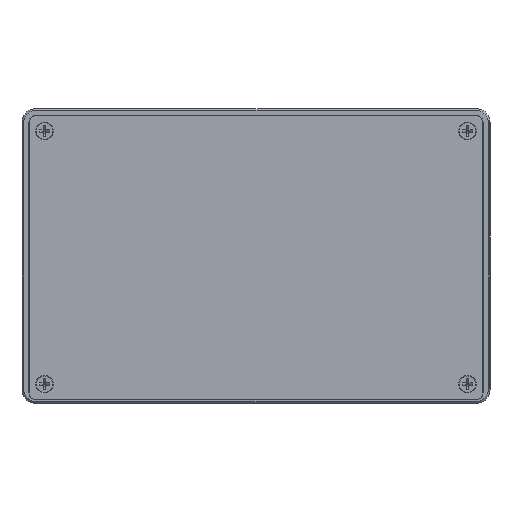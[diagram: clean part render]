
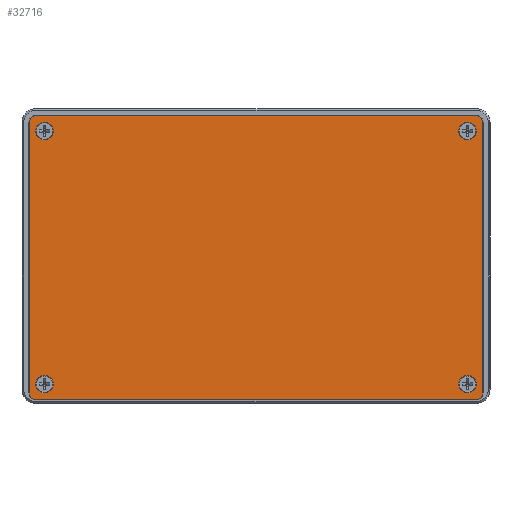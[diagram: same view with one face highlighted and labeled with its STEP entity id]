
A CAD part, top view. The second image highlights one B-rep face of the part: STEP entity #32716.
In plain terms, the highlighted planar face has unit normal (0, 0, 1).
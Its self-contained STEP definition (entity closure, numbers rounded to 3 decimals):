
#32345=CARTESIAN_POINT('',(-63.5,-39.5,1.));
#32346=DIRECTION('',(0.,0.,1.));
#32347=DIRECTION('',(-1.,0.,0.));
#32348=AXIS2_PLACEMENT_3D('',#32345,#32346,#32347);
#32350=DIRECTION('',(0.,-1.,0.));
#32351=VECTOR('',#32350,78.);
#32352=CARTESIAN_POINT('',(-65.45,38.5,1.));
#32353=LINE('',#32352,#32351);
#32354=CARTESIAN_POINT('',(-63.5,38.5,1.));
#32355=DIRECTION('',(0.,0.,1.));
#32356=DIRECTION('',(0.,1.,0.));
#32357=AXIS2_PLACEMENT_3D('',#32354,#32355,#32356);
#32359=DIRECTION('',(-1.,0.,0.));
#32360=VECTOR('',#32359,127.);
#32361=CARTESIAN_POINT('',(63.5,40.45,1.));
#32362=LINE('',#32361,#32360);
#32363=CARTESIAN_POINT('',(63.5,38.5,1.));
#32364=DIRECTION('',(0.,0.,1.));
#32365=DIRECTION('',(1.,0.,0.));
#32366=AXIS2_PLACEMENT_3D('',#32363,#32364,#32365);
#32368=DIRECTION('',(0.,1.,0.));
#32369=VECTOR('',#32368,78.);
#32370=CARTESIAN_POINT('',(65.45,-39.5,1.));
#32371=LINE('',#32370,#32369);
#32372=CARTESIAN_POINT('',(63.5,-39.5,1.));
#32373=DIRECTION('',(0.,0.,1.));
#32374=DIRECTION('',(0.,-1.,0.));
#32375=AXIS2_PLACEMENT_3D('',#32372,#32373,#32374);
#32377=DIRECTION('',(1.,0.,0.));
#32378=VECTOR('',#32377,127.);
#32379=CARTESIAN_POINT('',(-63.5,-41.45,1.));
#32380=LINE('',#32379,#32378);
#32381=CARTESIAN_POINT('',(-61.,36.,1.));
#32382=DIRECTION('',(0.,0.,-1.));
#32383=DIRECTION('',(-1.,0.,0.));
#32384=AXIS2_PLACEMENT_3D('',#32381,#32382,#32383);
#32386=CARTESIAN_POINT('',(-61.,36.,1.));
#32387=DIRECTION('',(0.,0.,-1.));
#32388=DIRECTION('',(1.,0.,0.));
#32389=AXIS2_PLACEMENT_3D('',#32386,#32387,#32388);
#32391=CARTESIAN_POINT('',(-61.,-37.,1.));
#32392=DIRECTION('',(0.,0.,-1.));
#32393=DIRECTION('',(1.,0.,0.));
#32394=AXIS2_PLACEMENT_3D('',#32391,#32392,#32393);
#32396=CARTESIAN_POINT('',(-61.,-37.,1.));
#32397=DIRECTION('',(0.,0.,-1.));
#32398=DIRECTION('',(-1.,0.,0.));
#32399=AXIS2_PLACEMENT_3D('',#32396,#32397,#32398);
#32401=CARTESIAN_POINT('',(61.,-37.,1.));
#32402=DIRECTION('',(0.,0.,-1.));
#32403=DIRECTION('',(-1.,0.,0.));
#32404=AXIS2_PLACEMENT_3D('',#32401,#32402,#32403);
#32406=CARTESIAN_POINT('',(61.,-37.,1.));
#32407=DIRECTION('',(0.,0.,-1.));
#32408=DIRECTION('',(1.,0.,0.));
#32409=AXIS2_PLACEMENT_3D('',#32406,#32407,#32408);
#32411=CARTESIAN_POINT('',(61.,36.,1.));
#32412=DIRECTION('',(0.,0.,-1.));
#32413=DIRECTION('',(-1.,0.,0.));
#32414=AXIS2_PLACEMENT_3D('',#32411,#32412,#32413);
#32416=CARTESIAN_POINT('',(61.,36.,1.));
#32417=DIRECTION('',(0.,0.,-1.));
#32418=DIRECTION('',(1.,0.,0.));
#32419=AXIS2_PLACEMENT_3D('',#32416,#32417,#32418);
#32453=CARTESIAN_POINT('',(-63.5,36.,1.));
#32454=CARTESIAN_POINT('',(-58.5,36.,1.));
#32455=VERTEX_POINT('',#32453);
#32456=VERTEX_POINT('',#32454);
#32461=CARTESIAN_POINT('',(-58.5,-37.,1.));
#32462=CARTESIAN_POINT('',(-63.5,-37.,1.));
#32463=VERTEX_POINT('',#32461);
#32464=VERTEX_POINT('',#32462);
#32469=CARTESIAN_POINT('',(58.5,-37.,1.));
#32470=CARTESIAN_POINT('',(63.5,-37.,1.));
#32471=VERTEX_POINT('',#32469);
#32472=VERTEX_POINT('',#32470);
#32477=CARTESIAN_POINT('',(58.5,36.,1.));
#32478=CARTESIAN_POINT('',(63.5,36.,1.));
#32479=VERTEX_POINT('',#32477);
#32480=VERTEX_POINT('',#32478);
#32489=CARTESIAN_POINT('',(-65.45,-39.5,1.));
#32490=VERTEX_POINT('',#32489);
#32491=CARTESIAN_POINT('',(-63.5,-41.45,1.));
#32492=VERTEX_POINT('',#32491);
#32497=CARTESIAN_POINT('',(63.5,-41.45,1.));
#32498=VERTEX_POINT('',#32497);
#32499=CARTESIAN_POINT('',(65.45,-39.5,1.));
#32500=VERTEX_POINT('',#32499);
#32505=CARTESIAN_POINT('',(65.45,38.5,1.));
#32506=VERTEX_POINT('',#32505);
#32507=CARTESIAN_POINT('',(63.5,40.45,1.));
#32508=VERTEX_POINT('',#32507);
#32513=CARTESIAN_POINT('',(-63.5,40.45,1.));
#32514=VERTEX_POINT('',#32513);
#32515=CARTESIAN_POINT('',(-65.45,38.5,1.));
#32516=VERTEX_POINT('',#32515);
#32677=CARTESIAN_POINT('',(0.,0.,1.));
#32678=DIRECTION('',(0.,0.,1.));
#32679=DIRECTION('',(1.,0.,0.));
#32680=AXIS2_PLACEMENT_3D('',#32677,#32678,#32679);
#32681=PLANE('',#32680);
#32682=ORIENTED_EDGE('',*,*,#32573,.F.);
#32683=ORIENTED_EDGE('',*,*,#32589,.F.);
#32684=ORIENTED_EDGE('',*,*,#32602,.F.);
#32685=ORIENTED_EDGE('',*,*,#32615,.F.);
#32686=ORIENTED_EDGE('',*,*,#32630,.F.);
#32687=ORIENTED_EDGE('',*,*,#32643,.F.);
#32688=ORIENTED_EDGE('',*,*,#32658,.F.);
#32689=ORIENTED_EDGE('',*,*,#32670,.F.);
#32690=EDGE_LOOP('',(#32682,#32683,#32684,#32685,#32686,#32687,#32688,#32689));
#32691=FACE_OUTER_BOUND('',#32690,.F.);
#32693=ORIENTED_EDGE('',*,*,#32692,.F.);
#32695=ORIENTED_EDGE('',*,*,#32694,.F.);
#32696=EDGE_LOOP('',(#32693,#32695));
#32697=FACE_BOUND('',#32696,.F.);
#32699=ORIENTED_EDGE('',*,*,#32698,.F.);
#32701=ORIENTED_EDGE('',*,*,#32700,.F.);
#32702=EDGE_LOOP('',(#32699,#32701));
#32703=FACE_BOUND('',#32702,.F.);
#32705=ORIENTED_EDGE('',*,*,#32704,.F.);
#32707=ORIENTED_EDGE('',*,*,#32706,.F.);
#32708=EDGE_LOOP('',(#32705,#32707));
#32709=FACE_BOUND('',#32708,.F.);
#32711=ORIENTED_EDGE('',*,*,#32710,.F.);
#32713=ORIENTED_EDGE('',*,*,#32712,.F.);
#32714=EDGE_LOOP('',(#32711,#32713));
#32715=FACE_BOUND('',#32714,.F.);
#32716=ADVANCED_FACE('',(#32691,#32697,#32703,#32709,#32715),#32681,.T.);
#32349=CIRCLE('',#32348,1.95);
#32358=CIRCLE('',#32357,1.95);
#32367=CIRCLE('',#32366,1.95);
#32376=CIRCLE('',#32375,1.95);
#32385=CIRCLE('',#32384,2.5);
#32390=CIRCLE('',#32389,2.5);
#32395=CIRCLE('',#32394,2.5);
#32400=CIRCLE('',#32399,2.5);
#32405=CIRCLE('',#32404,2.5);
#32410=CIRCLE('',#32409,2.5);
#32415=CIRCLE('',#32414,2.5);
#32420=CIRCLE('',#32419,2.5);
#32573=EDGE_CURVE('',#32490,#32492,#32349,.T.);
#32589=EDGE_CURVE('',#32516,#32490,#32353,.T.);
#32602=EDGE_CURVE('',#32514,#32516,#32358,.T.);
#32615=EDGE_CURVE('',#32508,#32514,#32362,.T.);
#32630=EDGE_CURVE('',#32506,#32508,#32367,.T.);
#32643=EDGE_CURVE('',#32500,#32506,#32371,.T.);
#32658=EDGE_CURVE('',#32498,#32500,#32376,.T.);
#32670=EDGE_CURVE('',#32492,#32498,#32380,.T.);
#32692=EDGE_CURVE('',#32455,#32456,#32385,.T.);
#32694=EDGE_CURVE('',#32456,#32455,#32390,.T.);
#32698=EDGE_CURVE('',#32463,#32464,#32395,.T.);
#32700=EDGE_CURVE('',#32464,#32463,#32400,.T.);
#32704=EDGE_CURVE('',#32471,#32472,#32405,.T.);
#32706=EDGE_CURVE('',#32472,#32471,#32410,.T.);
#32710=EDGE_CURVE('',#32479,#32480,#32415,.T.);
#32712=EDGE_CURVE('',#32480,#32479,#32420,.T.);
